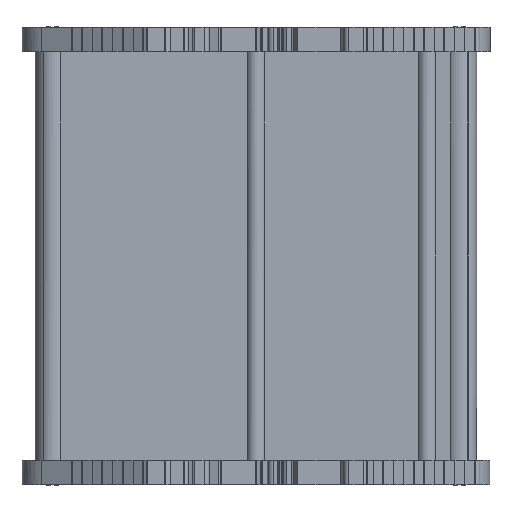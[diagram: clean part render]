
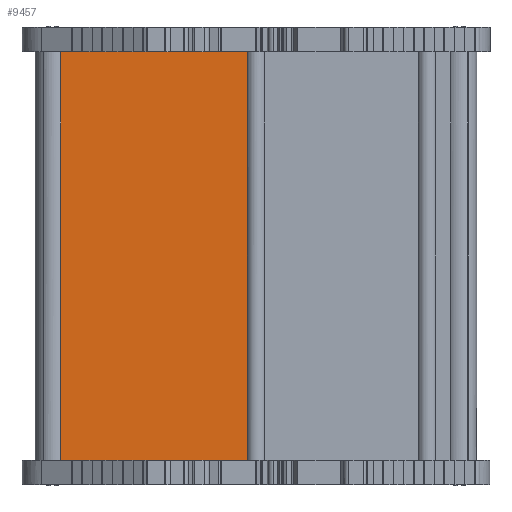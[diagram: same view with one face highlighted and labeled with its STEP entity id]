
A CAD part, front view. The second image highlights one B-rep face of the part: STEP entity #9457.
In plain terms, the highlighted planar face has unit normal (0, -1, 0).
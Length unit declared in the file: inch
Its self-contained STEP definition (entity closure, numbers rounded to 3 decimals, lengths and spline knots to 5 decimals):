
#4122 = VERTEX_POINT ( 'NONE', #126627 ) ;
#7752 = CARTESIAN_POINT ( 'NONE',  ( -1.52411, 0.79527, -1.67717 ) ) ;
#9457 = ADVANCED_FACE ( 'NONE', ( #87278 ), #67912, .T. ) ;
#21367 = EDGE_CURVE ( 'NONE', #62223, #30459, #68767, .T. ) ;
#28606 = LINE ( 'NONE', #7752, #95526 ) ;
#30459 = VERTEX_POINT ( 'NONE', #139621 ) ;
#32698 = ORIENTED_EDGE ( 'NONE', *, *, #21367, .F. ) ;
#34134 = EDGE_CURVE ( 'NONE', #62223, #94820, #140329, .T. ) ;
#42087 = CARTESIAN_POINT ( 'NONE',  ( -0.03821, 0.79527, -1.67717 ) ) ;
#45714 = CARTESIAN_POINT ( 'NONE',  ( -0.03821, 0.79527, 1.65748 ) ) ;
#48361 = VECTOR ( 'NONE', #114883, 39.37008 ) ;
#62223 = VERTEX_POINT ( 'NONE', #42087 ) ;
#67912 = PLANE ( 'NONE',  #96338 ) ;
#68767 = LINE ( 'NONE', #114149, #48361 ) ;
#69385 = CARTESIAN_POINT ( 'NONE',  ( 0., 0.79527, -1.67717 ) ) ;
#71514 = EDGE_CURVE ( 'NONE', #30459, #4122, #28606, .T. ) ;
#76880 = ORIENTED_EDGE ( 'NONE', *, *, #126648, .T. ) ;
#80546 = DIRECTION ( 'NONE',  ( 1., 0., 0. ) ) ;
#82267 = DIRECTION ( 'NONE',  ( 0., 0., 1. ) ) ;
#85868 = DIRECTION ( 'NONE',  ( 0., 0., 1. ) ) ;
#85993 = CARTESIAN_POINT ( 'NONE',  ( 0., 0.79527, 1.65748 ) ) ;
#87278 = FACE_OUTER_BOUND ( 'NONE', #138704, .T. ) ;
#89320 = ORIENTED_EDGE ( 'NONE', *, *, #34134, .T. ) ;
#94820 = VERTEX_POINT ( 'NONE', #45714 ) ;
#95526 = VECTOR ( 'NONE', #85868, 39.37008 ) ;
#96338 = AXIS2_PLACEMENT_3D ( 'NONE', #69385, #134201, #80546 ) ;
#104449 = VECTOR ( 'NONE', #82267, 39.37008 ) ;
#111268 = LINE ( 'NONE', #85993, #137844 ) ;
#114149 = CARTESIAN_POINT ( 'NONE',  ( 0., 0.79527, -1.67717 ) ) ;
#114883 = DIRECTION ( 'NONE',  ( -1., 0., 0. ) ) ;
#126206 = CARTESIAN_POINT ( 'NONE',  ( -0.03821, 0.79527, -1.67717 ) ) ;
#126627 = CARTESIAN_POINT ( 'NONE',  ( -1.52411, 0.79527, 1.65748 ) ) ;
#126648 = EDGE_CURVE ( 'NONE', #94820, #4122, #111268, .T. ) ;
#130219 = ORIENTED_EDGE ( 'NONE', *, *, #71514, .F. ) ;
#131420 = DIRECTION ( 'NONE',  ( -1., 0., 0. ) ) ;
#134201 = DIRECTION ( 'NONE',  ( 0., -1., 0. ) ) ;
#137844 = VECTOR ( 'NONE', #131420, 39.37008 ) ;
#138704 = EDGE_LOOP ( 'NONE', ( #89320, #76880, #130219, #32698 ) ) ;
#139621 = CARTESIAN_POINT ( 'NONE',  ( -1.52411, 0.79527, -1.67717 ) ) ;
#140329 = LINE ( 'NONE', #126206, #104449 ) ;
